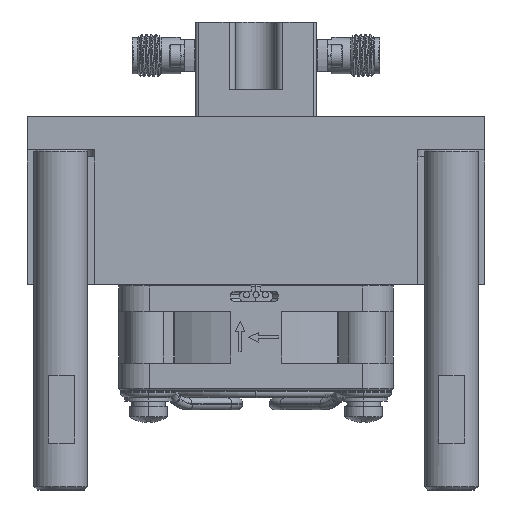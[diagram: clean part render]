
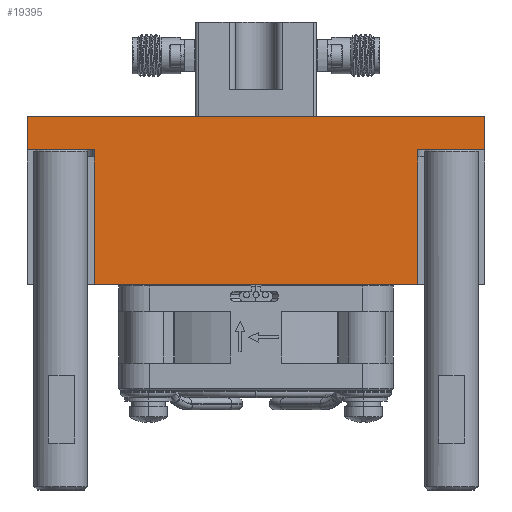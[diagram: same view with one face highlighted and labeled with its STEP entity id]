
A CAD part, front view. The second image highlights one B-rep face of the part: STEP entity #19395.
In plain terms, the highlighted planar face has unit normal (0, -1, 0).
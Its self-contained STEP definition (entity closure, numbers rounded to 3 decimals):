
#930 = AXIS2_PLACEMENT_3D ( 'NONE', #1647, #3805, #28837 ) ;
#1647 = CARTESIAN_POINT ( 'NONE',  ( 266.523, 120.689, -14. ) ) ;
#2683 = LINE ( 'NONE', #29623, #29854 ) ;
#3054 = CARTESIAN_POINT ( 'NONE',  ( 266.523, 120.689, -14. ) ) ;
#3146 = CARTESIAN_POINT ( 'NONE',  ( 208.523, 120.689, -19. ) ) ;
#3805 = DIRECTION ( 'NONE',  ( 0., 1., 0. ) ) ;
#4333 = EDGE_CURVE ( 'NONE', #34419, #44162, #12474, .T. ) ;
#4846 = CARTESIAN_POINT ( 'NONE',  ( 198.523, 120.689, -14. ) ) ;
#5572 = ORIENTED_EDGE ( 'NONE', *, *, #31373, .F. ) ;
#5627 = ORIENTED_EDGE ( 'NONE', *, *, #28013, .T. ) ;
#6324 = CARTESIAN_POINT ( 'NONE',  ( 256.523, 120.689, -19. ) ) ;
#7142 = CARTESIAN_POINT ( 'NONE',  ( 266.523, 120.689, -39. ) ) ;
#7373 = EDGE_CURVE ( 'NONE', #23602, #34477, #2683, .T. ) ;
#8105 = ORIENTED_EDGE ( 'NONE', *, *, #18527, .F. ) ;
#9913 = DIRECTION ( 'NONE',  ( 0., 0., -1. ) ) ;
#10251 = CARTESIAN_POINT ( 'NONE',  ( 208.523, 120.689, -39. ) ) ;
#10797 = EDGE_CURVE ( 'NONE', #47191, #18224, #42986, .T. ) ;
#12474 = LINE ( 'NONE', #20656, #31394 ) ;
#13211 = PLANE ( 'NONE',  #930 ) ;
#18224 = VERTEX_POINT ( 'NONE', #46032 ) ;
#18527 = EDGE_CURVE ( 'NONE', #23602, #44162, #27252, .T. ) ;
#18705 = DIRECTION ( 'NONE',  ( 0., 0., -1. ) ) ;
#18849 = VERTEX_POINT ( 'NONE', #29783 ) ;
#19395 = ADVANCED_FACE ( 'NONE', ( #47798 ), #13211, .F. ) ;
#19556 = DIRECTION ( 'NONE',  ( -1., 0., 0. ) ) ;
#19705 = CARTESIAN_POINT ( 'NONE',  ( 208.523, 120.689, -19. ) ) ;
#20656 = CARTESIAN_POINT ( 'NONE',  ( 198.523, 120.689, -14. ) ) ;
#21363 = EDGE_CURVE ( 'NONE', #18849, #34477, #42261, .T. ) ;
#22610 = LINE ( 'NONE', #49763, #36292 ) ;
#23602 = VERTEX_POINT ( 'NONE', #19705 ) ;
#25215 = LINE ( 'NONE', #48802, #26956 ) ;
#25551 = VECTOR ( 'NONE', #30705, 1000. ) ;
#26956 = VECTOR ( 'NONE', #40849, 1000. ) ;
#27252 = LINE ( 'NONE', #3146, #46604 ) ;
#28013 = EDGE_CURVE ( 'NONE', #47191, #34419, #25215, .T. ) ;
#28837 = DIRECTION ( 'NONE',  ( 0., 0., 1. ) ) ;
#29197 = ORIENTED_EDGE ( 'NONE', *, *, #4333, .T. ) ;
#29278 = VECTOR ( 'NONE', #45543, 1000. ) ;
#29412 = VERTEX_POINT ( 'NONE', #44959 ) ;
#29623 = CARTESIAN_POINT ( 'NONE',  ( 208.523, 120.689, -19. ) ) ;
#29651 = LINE ( 'NONE', #6324, #29278 ) ;
#29783 = CARTESIAN_POINT ( 'NONE',  ( 256.523, 120.689, -39. ) ) ;
#29854 = VECTOR ( 'NONE', #9913, 1000. ) ;
#30705 = DIRECTION ( 'NONE',  ( -1., 0., 0. ) ) ;
#30983 = CARTESIAN_POINT ( 'NONE',  ( 266.523, 120.689, -14. ) ) ;
#31373 = EDGE_CURVE ( 'NONE', #29412, #18849, #29651, .T. ) ;
#31394 = VECTOR ( 'NONE', #33226, 1000. ) ;
#32750 = ORIENTED_EDGE ( 'NONE', *, *, #21363, .F. ) ;
#33226 = DIRECTION ( 'NONE',  ( 0., 0., -1. ) ) ;
#34250 = ORIENTED_EDGE ( 'NONE', *, *, #7373, .T. ) ;
#34419 = VERTEX_POINT ( 'NONE', #4846 ) ;
#34477 = VERTEX_POINT ( 'NONE', #10251 ) ;
#36292 = VECTOR ( 'NONE', #37985, 1000. ) ;
#37985 = DIRECTION ( 'NONE',  ( -1., 0., 0. ) ) ;
#38358 = ORIENTED_EDGE ( 'NONE', *, *, #10797, .F. ) ;
#39626 = CARTESIAN_POINT ( 'NONE',  ( 198.523, 120.689, -19. ) ) ;
#40849 = DIRECTION ( 'NONE',  ( -1., 0., 0. ) ) ;
#42021 = EDGE_CURVE ( 'NONE', #18224, #29412, #22610, .T. ) ;
#42261 = LINE ( 'NONE', #7142, #25551 ) ;
#42891 = VECTOR ( 'NONE', #18705, 1000. ) ;
#42986 = LINE ( 'NONE', #3054, #42891 ) ;
#44017 = EDGE_LOOP ( 'NONE', ( #8105, #34250, #32750, #5572, #45411, #38358, #5627, #29197 ) ) ;
#44162 = VERTEX_POINT ( 'NONE', #39626 ) ;
#44959 = CARTESIAN_POINT ( 'NONE',  ( 256.523, 120.689, -19. ) ) ;
#45411 = ORIENTED_EDGE ( 'NONE', *, *, #42021, .F. ) ;
#45543 = DIRECTION ( 'NONE',  ( 0., 0., -1. ) ) ;
#46032 = CARTESIAN_POINT ( 'NONE',  ( 266.523, 120.689, -19. ) ) ;
#46604 = VECTOR ( 'NONE', #19556, 1000. ) ;
#47191 = VERTEX_POINT ( 'NONE', #30983 ) ;
#47798 = FACE_OUTER_BOUND ( 'NONE', #44017, .T. ) ;
#48802 = CARTESIAN_POINT ( 'NONE',  ( 266.523, 120.689, -14. ) ) ;
#49763 = CARTESIAN_POINT ( 'NONE',  ( 266.523, 120.689, -19. ) ) ;
